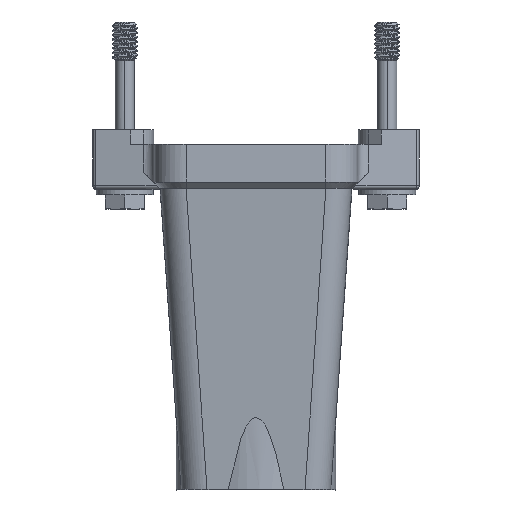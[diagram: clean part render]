
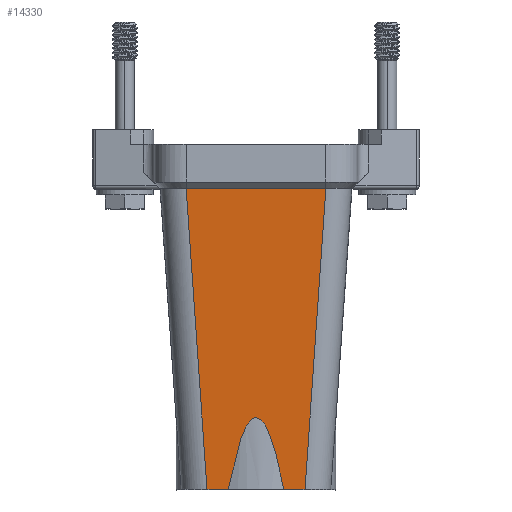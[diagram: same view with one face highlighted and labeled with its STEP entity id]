
A CAD part, top view. The second image highlights one B-rep face of the part: STEP entity #14330.
In plain terms, the highlighted planar face has unit normal (0, -0.07, 0.998).
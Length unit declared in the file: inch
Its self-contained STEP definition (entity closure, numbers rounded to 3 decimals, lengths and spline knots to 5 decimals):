
#4379=DIRECTION('',(-1.,0.,0.));
#4380=VECTOR('',#4379,0.13062);
#4381=CARTESIAN_POINT('',(-0.17106,-1.84637,
0.46144));
#4382=LINE('',#4381,#4380);
#4391=DIRECTION('',(-1.,0.,0.));
#4392=VECTOR('',#4391,0.13062);
#4393=CARTESIAN_POINT('',(0.30168,-1.84637,
0.46144));
#4394=LINE('',#4393,#4392);
#5080=CARTESIAN_POINT('',(-0.17106,-1.84637,
0.46144));
#5081=CARTESIAN_POINT('',(-0.1568,-1.7708,
0.46672));
#5082=CARTESIAN_POINT('',(-0.12829,-1.64108,
0.4758));
#5083=CARTESIAN_POINT('',(-0.08553,-1.50539,
0.48528));
#5084=CARTESIAN_POINT('',(-0.04276,-1.42523,
0.49089));
#5085=CARTESIAN_POINT('',(0.,-1.39871,0.49274));
#5086=CARTESIAN_POINT('',(0.04276,-1.42523,
0.49089));
#5087=CARTESIAN_POINT('',(0.08553,-1.50539,
0.48528));
#5088=CARTESIAN_POINT('',(0.12829,-1.64108,
0.4758));
#5089=CARTESIAN_POINT('',(0.1568,-1.7708,
0.46672));
#5090=CARTESIAN_POINT('',(0.17106,-1.84637,
0.46144));
#5092=DIRECTION('',(0.069,-0.995,-0.07));
#5093=VECTOR('',#5092,1.86048);
#5094=CARTESIAN_POINT('',(-0.43001,0.00516,
0.59091));
#5095=LINE('',#5094,#5093);
#5096=DIRECTION('',(-1.,0.,0.));
#5097=VECTOR('',#5096,0.86003);
#5098=CARTESIAN_POINT('',(0.43001,0.00516,
0.59091));
#5099=LINE('',#5098,#5097);
#5100=DIRECTION('',(0.069,0.995,0.07));
#5101=VECTOR('',#5100,1.86048);
#5102=CARTESIAN_POINT('',(0.30168,-1.84637,
0.46144));
#5103=LINE('',#5102,#5101);
#5104=CARTESIAN_POINT('',(-0.43001,0.00516,
0.59091));
#5130=CARTESIAN_POINT('',(-0.30168,-1.84637,
0.46144));
#9048=VERTEX_POINT('',#5080);
#9049=VERTEX_POINT('',#5090);
#9188=CARTESIAN_POINT('',(0.30168,-1.84637,
0.46144));
#9189=VERTEX_POINT('',#9188);
#9242=VERTEX_POINT('',#5130);
#9245=VERTEX_POINT('',#5104);
#9455=CARTESIAN_POINT('',(0.43001,0.00516,
0.59091));
#9456=VERTEX_POINT('',#9455);
#14315=CARTESIAN_POINT('',(0.,-0.92294,0.52601));
#14316=DIRECTION('',(0.,-0.07,0.998));
#14317=DIRECTION('',(1.,0.,0.));
#14318=AXIS2_PLACEMENT_3D('',#14315,#14316,#14317);
#14319=PLANE('',#14318);
#14320=ORIENTED_EDGE('',*,*,#13353,.T.);
#14322=ORIENTED_EDGE('',*,*,#14321,.F.);
#14323=ORIENTED_EDGE('',*,*,#13349,.T.);
#14325=ORIENTED_EDGE('',*,*,#14324,.F.);
#14326=ORIENTED_EDGE('',*,*,#9939,.F.);
#14327=ORIENTED_EDGE('',*,*,#14307,.F.);
#14328=EDGE_LOOP('',(#14320,#14322,#14323,#14325,#14326,#14327));
#14329=FACE_OUTER_BOUND('',#14328,.F.);
#14330=ADVANCED_FACE('',(#14329),#14319,.T.);
#5091=B_SPLINE_CURVE_WITH_KNOTS('',3,(#5080,#5081,#5082,#5083,#5084,#5085,#5086,
#5087,#5088,#5089,#5090),.UNSPECIFIED.,.F.,.F.,(4,1,1,1,1,1,1,1,4),(0.,
0.125,0.25,0.375,0.5,0.625,0.75,0.875,1.),.UNSPECIFIED.);
#9939=EDGE_CURVE('',#9456,#9245,#5099,.T.);
#13349=EDGE_CURVE('',#9048,#9242,#4382,.T.);
#13353=EDGE_CURVE('',#9189,#9049,#4394,.T.);
#14307=EDGE_CURVE('',#9189,#9456,#5103,.T.);
#14321=EDGE_CURVE('',#9048,#9049,#5091,.T.);
#14324=EDGE_CURVE('',#9245,#9242,#5095,.T.);
